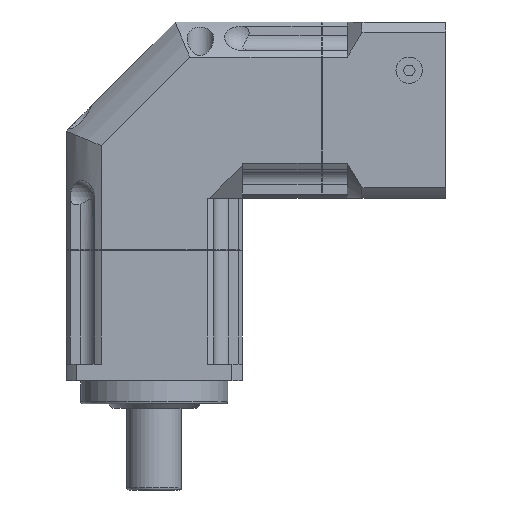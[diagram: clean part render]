
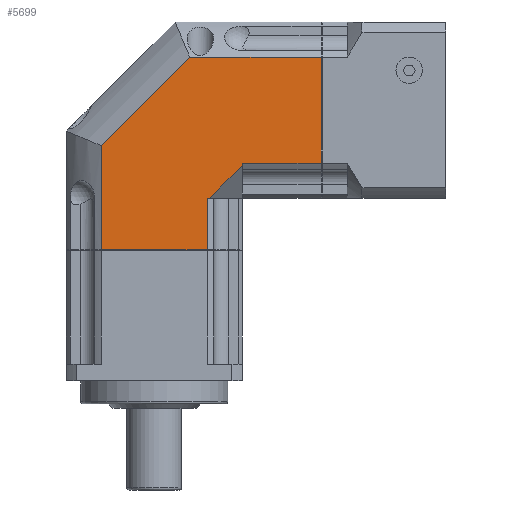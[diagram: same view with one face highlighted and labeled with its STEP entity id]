
A CAD part, left-side view. The second image highlights one B-rep face of the part: STEP entity #5699.
In plain terms, the highlighted face is planar.
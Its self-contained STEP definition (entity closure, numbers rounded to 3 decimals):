
#2342=DIRECTION('',(1.,0.,0.));
#2343=VECTOR('',#2342,24.829);
#2344=CARTESIAN_POINT('',(8.471,-12.619,21.));
#2345=LINE('',#2344,#2343);
#2475=DIRECTION('',(0.,-1.,0.));
#2476=VECTOR('',#2475,25.239);
#2477=CARTESIAN_POINT('',(33.3,12.619,21.));
#2478=LINE('',#2477,#2476);
#2479=DIRECTION('',(-0.707,0.707,0.));
#2480=VECTOR('',#2479,11.089);
#2481=CARTESIAN_POINT('',(21.,13.159,21.));
#2482=LINE('',#2481,#2480);
#2483=DIRECTION('',(-1.,0.,0.));
#2484=VECTOR('',#2483,12.3);
#2485=CARTESIAN_POINT('',(33.3,12.619,21.));
#2486=LINE('',#2485,#2484);
#2487=DIRECTION('',(0.707,-0.707,0.));
#2488=VECTOR('',#2487,29.827);
#2489=CARTESIAN_POINT('',(-12.619,8.471,21.));
#2490=LINE('',#2489,#2488);
#2491=DIRECTION('',(0.,-1.,0.));
#2492=VECTOR('',#2491,18.8);
#2493=CARTESIAN_POINT('',(12.619,39.8,21.));
#2494=LINE('',#2493,#2492);
#2516=DIRECTION('',(-1.,0.,0.));
#2517=VECTOR('',#2516,0.54);
#2518=CARTESIAN_POINT('',(13.159,21.,21.));
#2519=LINE('',#2518,#2517);
#2794=DIRECTION('',(1.,0.,0.));
#2795=VECTOR('',#2794,25.239);
#2796=CARTESIAN_POINT('',(-12.619,39.8,21.));
#2797=LINE('',#2796,#2795);
#2904=DIRECTION('',(0.,-1.,0.));
#2905=VECTOR('',#2904,31.329);
#2906=CARTESIAN_POINT('',(-12.619,39.8,21.));
#2907=LINE('',#2906,#2905);
#3311=DIRECTION('',(0.,1.,0.));
#3312=VECTOR('',#3311,0.54);
#3313=CARTESIAN_POINT('',(21.,12.619,21.));
#3314=LINE('',#3313,#3312);
#4821=CARTESIAN_POINT('',(33.3,-12.619,21.));
#4822=VERTEX_POINT('',#4821);
#4825=CARTESIAN_POINT('',(33.3,12.619,21.));
#4826=VERTEX_POINT('',#4825);
#4867=CARTESIAN_POINT('',(21.,12.619,21.));
#4868=VERTEX_POINT('',#4867);
#4989=CARTESIAN_POINT('',(12.619,39.8,21.));
#4990=VERTEX_POINT('',#4989);
#4993=CARTESIAN_POINT('',(-12.619,39.8,21.));
#4994=VERTEX_POINT('',#4993);
#5067=CARTESIAN_POINT('',(12.619,21.,21.));
#5068=VERTEX_POINT('',#5067);
#5184=CARTESIAN_POINT('',(-12.619,8.471,21.));
#5185=CARTESIAN_POINT('',(8.471,-12.619,21.));
#5186=VERTEX_POINT('',#5184);
#5187=VERTEX_POINT('',#5185);
#5229=CARTESIAN_POINT('',(21.,13.159,21.));
#5230=CARTESIAN_POINT('',(13.159,21.,21.));
#5231=VERTEX_POINT('',#5229);
#5232=VERTEX_POINT('',#5230);
#5675=CARTESIAN_POINT('',(-21.,-21.,21.));
#5676=DIRECTION('',(0.,0.,1.));
#5677=DIRECTION('',(1.,0.,0.));
#5678=AXIS2_PLACEMENT_3D('',#5675,#5676,#5677);
#5679=PLANE('',#5678);
#5681=ORIENTED_EDGE('',*,*,#5680,.F.);
#5683=ORIENTED_EDGE('',*,*,#5682,.F.);
#5684=ORIENTED_EDGE('',*,*,#5545,.F.);
#5685=ORIENTED_EDGE('',*,*,#5668,.T.);
#5686=ORIENTED_EDGE('',*,*,#5509,.F.);
#5688=ORIENTED_EDGE('',*,*,#5687,.F.);
#5690=ORIENTED_EDGE('',*,*,#5689,.F.);
#5692=ORIENTED_EDGE('',*,*,#5691,.T.);
#5694=ORIENTED_EDGE('',*,*,#5693,.T.);
#5696=ORIENTED_EDGE('',*,*,#5695,.F.);
#5697=EDGE_LOOP('',(#5681,#5683,#5684,#5685,#5686,#5688,#5690,#5692,#5694,
#5696));
#5698=FACE_OUTER_BOUND('',#5697,.F.);
#5699=ADVANCED_FACE('',(#5698),#5679,.T.);
#5509=EDGE_CURVE('',#5187,#4822,#2345,.T.);
#5545=EDGE_CURVE('',#4826,#4868,#2486,.T.);
#5668=EDGE_CURVE('',#4826,#4822,#2478,.T.);
#5680=EDGE_CURVE('',#5231,#5232,#2482,.T.);
#5682=EDGE_CURVE('',#4868,#5231,#3314,.T.);
#5687=EDGE_CURVE('',#5186,#5187,#2490,.T.);
#5689=EDGE_CURVE('',#4994,#5186,#2907,.T.);
#5691=EDGE_CURVE('',#4994,#4990,#2797,.T.);
#5693=EDGE_CURVE('',#4990,#5068,#2494,.T.);
#5695=EDGE_CURVE('',#5232,#5068,#2519,.T.);
